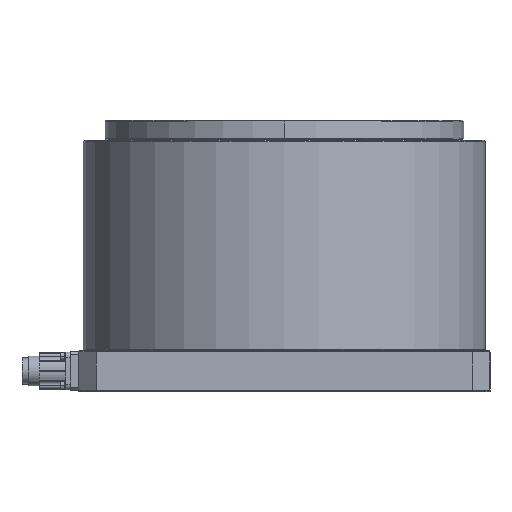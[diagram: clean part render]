
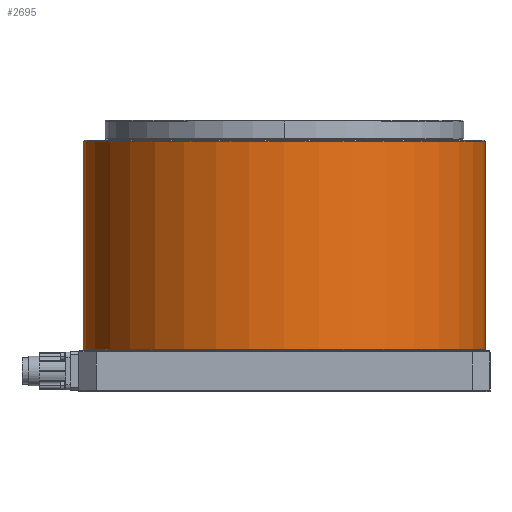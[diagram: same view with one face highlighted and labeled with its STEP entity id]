
A CAD part, top view. The second image highlights one B-rep face of the part: STEP entity #2695.
In plain terms, the highlighted cylindrical face has radius 115 mm (diameter 230 mm), a partial arc.
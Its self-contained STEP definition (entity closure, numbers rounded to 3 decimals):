
#605 = CARTESIAN_POINT ( 'NONE',  ( 21.627, 11.31, 0. ) ) ;
#2297 = DIRECTION ( 'NONE',  ( 0., -1., 0. ) ) ;
#2354 = EDGE_CURVE ( 'NONE', #39865, #36282, #21218, .T. ) ;
#2695 = ADVANCED_FACE ( 'NONE', ( #19726 ), #18741, .T. ) ;
#3779 = DIRECTION ( 'NONE',  ( 0., -1., 0. ) ) ;
#8325 = CIRCLE ( 'NONE', #40024, 115. ) ;
#9120 = LINE ( 'NONE', #25419, #33064 ) ;
#9452 = VERTEX_POINT ( 'NONE', #37309 ) ;
#10860 = CARTESIAN_POINT ( 'NONE',  ( -93.373, 134.31, 0. ) ) ;
#11054 = CARTESIAN_POINT ( 'NONE',  ( 21.627, 134.31, 0. ) ) ;
#11749 = CARTESIAN_POINT ( 'NONE',  ( 136.627, 11.31, 0. ) ) ;
#12804 = ORIENTED_EDGE ( 'NONE', *, *, #2354, .T. ) ;
#13934 = CARTESIAN_POINT ( 'NONE',  ( 136.627, 15.31, 0. ) ) ;
#14227 = DIRECTION ( 'NONE',  ( 1., 0., 0. ) ) ;
#16874 = CARTESIAN_POINT ( 'NONE',  ( 21.627, 15.31, 0. ) ) ;
#17030 = CARTESIAN_POINT ( 'NONE',  ( 136.627, 134.31, 0. ) ) ;
#17117 = EDGE_CURVE ( 'NONE', #36282, #9452, #9120, .T. ) ;
#17726 = ORIENTED_EDGE ( 'NONE', *, *, #19348, .F. ) ;
#18452 = AXIS2_PLACEMENT_3D ( 'NONE', #605, #3779, #34901 ) ;
#18741 = CYLINDRICAL_SURFACE ( 'NONE', #18452, 115. ) ;
#19348 = EDGE_CURVE ( 'NONE', #39865, #26516, #22180, .T. ) ;
#19726 = FACE_OUTER_BOUND ( 'NONE', #26222, .T. ) ;
#20031 = DIRECTION ( 'NONE',  ( -1., 0., 0. ) ) ;
#21218 = CIRCLE ( 'NONE', #28385, 115. ) ;
#22180 = LINE ( 'NONE', #11749, #35792 ) ;
#22264 = DIRECTION ( 'NONE',  ( 0., -1., 0. ) ) ;
#24916 = ORIENTED_EDGE ( 'NONE', *, *, #28440, .T. ) ;
#25419 = CARTESIAN_POINT ( 'NONE',  ( -93.373, 11.31, 0. ) ) ;
#26222 = EDGE_LOOP ( 'NONE', ( #12804, #33600, #24916, #17726 ) ) ;
#26516 = VERTEX_POINT ( 'NONE', #13934 ) ;
#28385 = AXIS2_PLACEMENT_3D ( 'NONE', #11054, #32906, #14227 ) ;
#28440 = EDGE_CURVE ( 'NONE', #9452, #26516, #8325, .T. ) ;
#32906 = DIRECTION ( 'NONE',  ( 0., -1., 0. ) ) ;
#33064 = VECTOR ( 'NONE', #22264, 1000. ) ;
#33600 = ORIENTED_EDGE ( 'NONE', *, *, #17117, .T. ) ;
#34901 = DIRECTION ( 'NONE',  ( 1., 0., 0. ) ) ;
#35792 = VECTOR ( 'NONE', #2297, 1000. ) ;
#36282 = VERTEX_POINT ( 'NONE', #10860 ) ;
#37309 = CARTESIAN_POINT ( 'NONE',  ( -93.373, 15.31, 0. ) ) ;
#38697 = DIRECTION ( 'NONE',  ( 0., 1., 0. ) ) ;
#39865 = VERTEX_POINT ( 'NONE', #17030 ) ;
#40024 = AXIS2_PLACEMENT_3D ( 'NONE', #16874, #38697, #20031 ) ;
